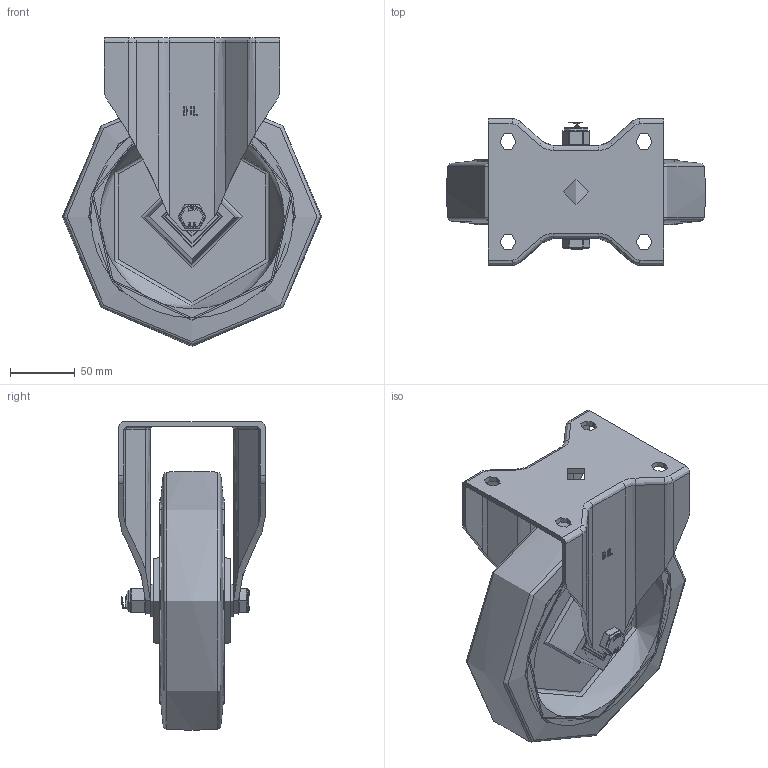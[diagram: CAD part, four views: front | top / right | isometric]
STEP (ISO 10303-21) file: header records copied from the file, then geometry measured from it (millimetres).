
FILE_DESCRIPTION(/* description */ (''),/* implementation_level */ '2;1');
FILE_NAME(/* name */ 'BZPHF200CRBJ.step',/* time_stamp */ '2024-05-08T16:17:17+01:00',/* author */ (''),/* organization */ (''),/* preprocessor_version */ 'ST-DEVELOPER v20',/* originating_system */ 'Autodesk Translation Framework v12.20.1.177',/* authorisation */ '');
FILE_SCHEMA (('AUTOMOTIVE_DESIGN { 1 0 10303 214 3 1 1 }'));
Length unit declared in the file: millimetre
Products named in the file (26): BZPHF200CRBJ; BZPHF200AS - 64 v1; ZINC PLATED, PRESSED STEEL BRACKET; BZHL200WCRBJM20 v1; BEARING6204; BALL BEARINGS; BEARING6204-1; BALL BEARINGS-1; Component3; INNER; OUTER; MIDDLE; RUBBER; ELASTIC RUBBER TYRE; CAST IRON RIM; BEARING SPACER; TH20X2X12 v1; ZINC PLATED HEADED SPACER; TH20X2X12 v1 (1); ZINC PLATED HEADED SPACER (1); HEXBOLTM12X90Z8.8 v2; GRADE 8.8 ZINC PLATED BOLT; NYLOCM12Z14MM v1; NYLOC NUT; NUT; RUBBER (1)
Assembly tree (44 placements, depth 5):
  BZPHF200CRBJ
    BZPHF200AS - 64 v1
      ZINC PLATED, PRESSED STEEL BRACKET
    BZHL200WCRBJM20 v1
      BEARING6204
        BALL BEARINGS
          Component3  x8
        INNER
        OUTER
        MIDDLE
        RUBBER
      BEARING6204-1
        BALL BEARINGS-1
          Component3  x8
        INNER
        OUTER
        MIDDLE
        RUBBER
      ELASTIC RUBBER TYRE
      CAST IRON RIM
      BEARING SPACER
    TH20X2X12 v1
      ZINC PLATED HEADED SPACER
    TH20X2X12 v1 (1)
      ZINC PLATED HEADED SPACER (1)
    HEXBOLTM12X90Z8.8 v2
      GRADE 8.8 ZINC PLATED BOLT
    NYLOCM12Z14MM v1
      NYLOC NUT
        NUT
        RUBBER (1)
Bounding box: 200 x 113 x 238 mm (x, y, z)
Volume: 1181941.6 mm3; surface area: 304258 mm2
Topology: 35 solids, 35 shells, 1112 faces, 2830 edges, 1865 vertices
Faces by surface type: plane 431, cylinder 311, bspline 262, sphere 66, torus 35, cone 7
Full cylindrical faces by diameter (mm): 9.836 x16, 11.834 x16, 12 x3, 12.2 x2, 12.5 x2, 14 x2, 17.75 x1, 18.5 x1, 19.5 x1, 19.8 x2, 20 x3, 24 x1, 25 x2, 27 x2, 28.5 x8, 30.8 x4, 31.3 x4, 40.3 x4, 40.5 x4, 40.8 x4, 42 x10, 44 x1, 47 x4, 156 x2, 159 x2
Entity records: 32077 total; most frequent: CARTESIAN_POINT 14003, ORIENTED_EDGE 3694, DIRECTION 3427, EDGE_CURVE 1847, AXIS2_PLACEMENT_3D 1298, VERTEX_POINT 1219, EDGE_LOOP 888, LINE 831
